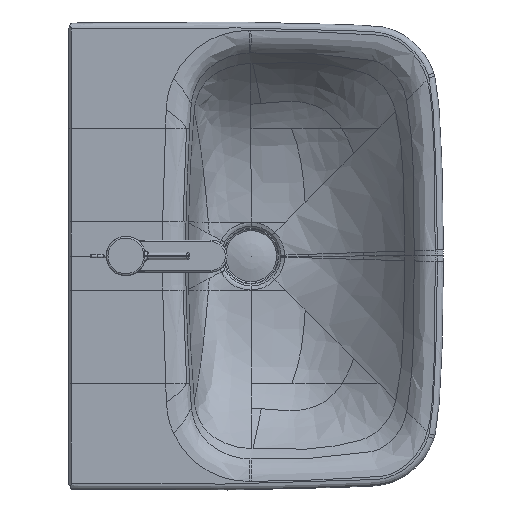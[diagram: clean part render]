
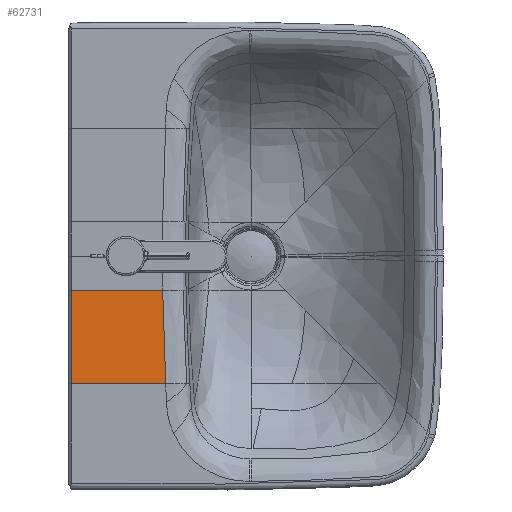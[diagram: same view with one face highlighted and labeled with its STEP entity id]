
A CAD part, top view. The second image highlights one B-rep face of the part: STEP entity #62731.
In plain terms, the highlighted free-form (B-spline) face has degree [5, 4] with [9, 5] control points.
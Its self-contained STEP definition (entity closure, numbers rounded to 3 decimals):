
#3798=CARTESIAN_POINT('',(-3.,40.,0.));
#3799=VERTEX_POINT('',#3798);
#3806=CARTESIAN_POINT('',(-110.224,40.,0.));
#3807=VERTEX_POINT('',#3806);
#3808=CARTESIAN_POINT('',(-110.224,40.0,0.0));
#3809=DIRECTION('',(1.0,0.0,0.0));
#3810=VECTOR('',#3809,107.224);
#3811=LINE('',#3808,#3810);
#3812=EDGE_CURVE('',#3807,#3799,#3811,.T.);
#23163=CARTESIAN_POINT('',(-3.,150.,0.));
#23164=VERTEX_POINT('',#23163);
#23171=CARTESIAN_POINT('',(-3.,40.0,0.));
#23172=CARTESIAN_POINT('',(-3.,49.251,0.));
#23173=CARTESIAN_POINT('',(-3.,58.503,0.));
#23174=CARTESIAN_POINT('',(-3.,67.748,0.));
#23175=CARTESIAN_POINT('',(-3.,80.067,0.));
#23176=CARTESIAN_POINT('',(-3.,92.384,0.));
#23177=CARTESIAN_POINT('',(-3.,95.462,0.));
#23178=CARTESIAN_POINT('',(-3.,107.772,0.));
#23179=CARTESIAN_POINT('',(-3.,120.083,0.));
#23180=CARTESIAN_POINT('',(-3.,129.316,0.));
#23181=CARTESIAN_POINT('',(-3.,138.988,0.));
#23182=CARTESIAN_POINT('',(-3.,148.661,0.));
#23183=CARTESIAN_POINT('',(-3.,149.096,0.));
#23184=CARTESIAN_POINT('',(-3.,149.542,0.));
#23185=CARTESIAN_POINT('',(-3.,150.,0.));
#23186=B_SPLINE_CURVE_WITH_KNOTS('',5,(#23171,#23172,#23173,#23174,#23175,#23176,#23177,#23178,#23179,#23180,#23181,#23182,#23183,#23184,#23185),.UNSPECIFIED.,.F.,.U.,(6,3,3,3,6),(133.196,198.58,220.357,285.698,288.738),.UNSPECIFIED.);
#23187=EDGE_CURVE('',#23164,#3799,#23186,.F.);
#47137=CARTESIAN_POINT('',(-113.726,150.,0.));
#47138=VERTEX_POINT('',#47137);
#57906=CARTESIAN_POINT('',(-113.726,150.0,0.));
#57907=DIRECTION('',(1.0,0.0,0.0));
#57908=VECTOR('',#57907,110.726);
#57909=LINE('',#57906,#57908);
#57910=EDGE_CURVE('',#47138,#23164,#57909,.T.);
#62585=CARTESIAN_POINT('',(-113.726,150.,0.));
#62586=CARTESIAN_POINT('',(-113.377,132.839,-0.004));
#62587=CARTESIAN_POINT('',(-112.622,115.675,-0.004));
#62588=CARTESIAN_POINT('',(-111.87,98.509,-0.001));
#62589=CARTESIAN_POINT('',(-111.819,97.339,-0.001));
#62590=CARTESIAN_POINT('',(-111.768,96.169,-0.001));
#62591=CARTESIAN_POINT('',(-111.717,95.,-0.001));
#62592=CARTESIAN_POINT('',(-110.987,78.156,0.001));
#62593=CARTESIAN_POINT('',(-110.362,61.305,0.004));
#62594=CARTESIAN_POINT('',(-110.244,44.454,0.001));
#62595=CARTESIAN_POINT('',(-110.234,42.969,0.001));
#62596=CARTESIAN_POINT('',(-110.227,41.484,0.));
#62597=CARTESIAN_POINT('',(-110.224,40.,0.));
#62598=B_SPLINE_CURVE_WITH_KNOTS('',3,(#62585,#62586,#62587,#62588,#62589,#62590,#62591,#62592,#62593,#62594,#62595,#62596,#62597),.UNSPECIFIED.,.F.,.U.,(4,3,3,3,4),(-55.034,-3.498,0.014,50.579,55.034),.UNSPECIFIED.);
#62599=EDGE_CURVE('',#47138,#3807,#62598,.T.);
#62679=CARTESIAN_POINT('',(-110.224,40.0,0.));
#62680=CARTESIAN_POINT('',(-110.247,50.999,0.003));
#62681=CARTESIAN_POINT('',(-110.436,62.009,0.003));
#62682=CARTESIAN_POINT('',(-110.79,73.007,0.002));
#62683=CARTESIAN_POINT('',(-111.69,95.005,-0.001));
#62684=CARTESIAN_POINT('',(-112.697,117.003,-0.004));
#62685=CARTESIAN_POINT('',(-113.158,127.992,-0.004));
#62686=CARTESIAN_POINT('',(-113.502,139.001,-0.003));
#62687=CARTESIAN_POINT('',(-113.726,150.,0.));
#62688=CARTESIAN_POINT('',(-83.395,40.0,0.));
#62689=CARTESIAN_POINT('',(-83.397,50.999,-0.005));
#62690=CARTESIAN_POINT('',(-83.544,62.008,-0.005));
#62691=CARTESIAN_POINT('',(-83.836,73.006,-0.002));
#62692=CARTESIAN_POINT('',(-84.577,95.002,0.008));
#62693=CARTESIAN_POINT('',(-85.375,116.999,0.016));
#62694=CARTESIAN_POINT('',(-85.721,127.989,0.017));
#62695=CARTESIAN_POINT('',(-85.946,138.999,0.012));
#62696=CARTESIAN_POINT('',(-86.045,150.,0.));
#62697=CARTESIAN_POINT('',(-56.566,40.0,0.));
#62698=CARTESIAN_POINT('',(-56.581,51.004,0.003));
#62699=CARTESIAN_POINT('',(-56.674,62.016,0.003));
#62700=CARTESIAN_POINT('',(-56.843,73.012,0.));
#62701=CARTESIAN_POINT('',(-57.277,95.003,-0.008));
#62702=CARTESIAN_POINT('',(-57.78,116.995,-0.012));
#62703=CARTESIAN_POINT('',(-58.019,127.983,-0.012));
#62704=CARTESIAN_POINT('',(-58.214,138.995,-0.008));
#62705=CARTESIAN_POINT('',(-58.363,150.,0.));
#62706=CARTESIAN_POINT('',(-29.737,40.0,0.));
#62707=CARTESIAN_POINT('',(-29.742,51.01,0.));
#62708=CARTESIAN_POINT('',(-29.792,62.023,0.));
#62709=CARTESIAN_POINT('',(-29.888,73.018,0.));
#62710=CARTESIAN_POINT('',(-30.131,95.003,-0.001));
#62711=CARTESIAN_POINT('',(-30.404,116.989,-0.001));
#62712=CARTESIAN_POINT('',(-30.528,127.976,-0.001));
#62713=CARTESIAN_POINT('',(-30.621,138.989,-0.001));
#62714=CARTESIAN_POINT('',(-30.682,150.,0.));
#62715=CARTESIAN_POINT('',(-2.908,40.0,0.));
#62716=CARTESIAN_POINT('',(-2.908,51.015,0.));
#62717=CARTESIAN_POINT('',(-2.913,62.03,0.));
#62718=CARTESIAN_POINT('',(-2.922,73.024,0.));
#62719=CARTESIAN_POINT('',(-2.946,95.004,0.));
#62720=CARTESIAN_POINT('',(-2.973,116.984,0.));
#62721=CARTESIAN_POINT('',(-2.985,127.969,0.));
#62722=CARTESIAN_POINT('',(-2.994,138.984,0.));
#62723=CARTESIAN_POINT('',(-3.,150.,0.));
#62724=B_SPLINE_SURFACE_WITH_KNOTS('',5,4,((#62679,#62688,#62697,#62706,#62715),(#62680,#62689,#62698,#62707,#62716),(#62681,#62690,#62699,#62708,#62717),(#62682,#62691,#62700,#62709,#62718),(#62683,#62692,#62701,#62710,#62719),(#62684,#62693,#62702,#62711,#62720),(#62685,#62694,#62703,#62712,#62721),(#62686,#62695,#62704,#62713,#62722),(#62687,#62696,#62705,#62714,#62723)),.UNSPECIFIED.,.F.,.F.,.U.,(6,3,6),(5,5),(0.0,55.02,110.068),(126.866,234.182),.UNSPECIFIED.);
#62725=ORIENTED_EDGE('',*,*,#23187,.F.);
#62726=ORIENTED_EDGE('',*,*,#57910,.F.);
#62727=ORIENTED_EDGE('',*,*,#62599,.T.);
#62728=ORIENTED_EDGE('',*,*,#3812,.T.);
#62729=EDGE_LOOP('',(#62725,#62726,#62727,#62728));
#62730=FACE_OUTER_BOUND('',#62729,.T.);
#62731=ADVANCED_FACE('',(#62730),#62724,.F.);
